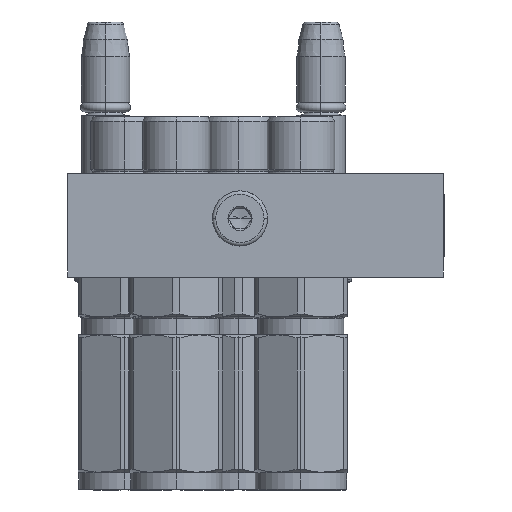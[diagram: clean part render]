
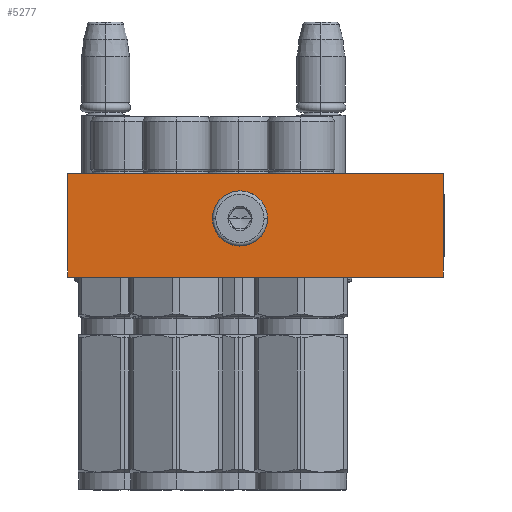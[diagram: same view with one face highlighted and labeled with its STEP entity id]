
A CAD part, front view. The second image highlights one B-rep face of the part: STEP entity #5277.
In plain terms, the highlighted face is planar.
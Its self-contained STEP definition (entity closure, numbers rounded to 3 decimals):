
#449 = CARTESIAN_POINT ( 'NONE',  ( 0.711, 13.344, -50. ) ) ;
#679 = CARTESIAN_POINT ( 'NONE',  ( -0.325, 16.207, -50. ) ) ;
#1292 = CARTESIAN_POINT ( 'NONE',  ( 0.72, 13., -50. ) ) ;
#1402 = CARTESIAN_POINT ( 'NONE',  ( -7.707, 17.175, -50. ) ) ;
#3767 = VECTOR ( 'NONE', #65242, 1000. ) ;
#3934 = CARTESIAN_POINT ( 'NONE',  ( 0.72, 13., -50. ) ) ;
#4028 = CARTESIAN_POINT ( 'NONE',  ( -5.865, 7.915, -50. ) ) ;
#4148 = LINE ( 'NONE', #50328, #65904 ) ;
#4414 = VERTEX_POINT ( 'NONE', #55468 ) ;
#5277 = ADVANCED_FACE ( 'NONE', ( #14795, #57422 ), #53404, .T. ) ;
#6000 = CARTESIAN_POINT ( 'NONE',  ( 0.653, 13.85, -50. ) ) ;
#6236 = CARTESIAN_POINT ( 'NONE',  ( -1.87, 17.56, -50. ) ) ;
#6476 = CARTESIAN_POINT ( 'NONE',  ( -4.5, 7.78, -50. ) ) ;
#6691 = ORIENTED_EDGE ( 'NONE', *, *, #50276, .F. ) ;
#8009 = ORIENTED_EDGE ( 'NONE', *, *, #70740, .T. ) ;
#8835 = CARTESIAN_POINT ( 'NONE',  ( -3.135, 7.916, -50. ) ) ;
#9165 = CARTESIAN_POINT ( 'NONE',  ( -9.553, 11.646, -50. ) ) ;
#10776 = EDGE_LOOP ( 'NONE', ( #8009, #58821, #26150 ) ) ;
#11595 = CARTESIAN_POINT ( 'NONE',  ( 0.061, 15.63, -50. ) ) ;
#12466 = DIRECTION ( 'NONE',  ( 0., 1., 0. ) ) ;
#13506 = CARTESIAN_POINT ( 'NONE',  ( -8.675, 16.207, -50. ) ) ;
#13737 = DIRECTION ( 'NONE',  ( -1., 0., 0. ) ) ;
#14280 = ORIENTED_EDGE ( 'NONE', *, *, #18022, .F. ) ;
#14400 = CARTESIAN_POINT ( 'NONE',  ( 0.586, 11.815, -50. ) ) ;
#14747 = CARTESIAN_POINT ( 'NONE',  ( -9.061, 10.37, -50. ) ) ;
#14795 = FACE_BOUND ( 'NONE', #10776, .T. ) ;
#15360 = CARTESIAN_POINT ( 'NONE',  ( -0.325, 9.793, -50. ) ) ;
#15775 = LINE ( 'NONE', #34181, #25392 ) ;
#16521 = DIRECTION ( 'NONE',  ( -1., 0., 0. ) ) ;
#17395 = CARTESIAN_POINT ( 'NONE',  ( 0.553, 14.354, -50. ) ) ;
#18022 = EDGE_CURVE ( 'NONE', #41463, #4414, #44799, .T. ) ;
#18104 = CARTESIAN_POINT ( 'NONE',  ( -9.388, 14.84, -50. ) ) ;
#18345 = CARTESIAN_POINT ( 'NONE',  ( -5.185, 18.22, -50. ) ) ;
#18762 = B_SPLINE_CURVE_WITH_KNOTS ( 'NONE', 3,
 ( #31312, #26213, #31781, #70604, #36935, #9165, #48124, #14747, #59251, #64780, #37418, #4028, #55335, #27649 ),
 .UNSPECIFIED., .F., .F.,
 ( 4, 2, 2, 2, 2, 2, 4 ),
 ( 0., 0.031, 0.063, 0.125, 0.25, 0.375, 0.5 ),
 .UNSPECIFIED. ) ;
#18849 = CARTESIAN_POINT ( 'NONE',  ( -9.686, 13.685, -50. ) ) ;
#19983 = CARTESIAN_POINT ( 'NONE',  ( -4.5, 7.78, -50. ) ) ;
#20237 = B_SPLINE_CURVE_WITH_KNOTS ( 'NONE', 3,
 ( #45479, #28207, #449, #39379, #6000, #17395, #44996, #11595, #679, #39609, #6236, #45247, #29162, #18345, #67965, #34752, #1402, #13506, #24241, #18104, #23521, #23762, #40362, #18849, #40603, #52469 ),
 .UNSPECIFIED., .F., .F.,
 ( 4, 2, 2, 2, 2, 2, 2, 2, 2, 2, 2, 2, 4 ),
 ( 0., 0.031, 0.062, 0.125, 0.25, 0.375, 0.5, 0.625, 0.75, 0.875, 0.906, 0.937, 1. ),
 .UNSPECIFIED. ) ;
#20562 = AXIS2_PLACEMENT_3D ( 'NONE', #42274, #36904, #13737 ) ;
#20797 = CARTESIAN_POINT ( 'NONE',  ( 54.5, 0., -50. ) ) ;
#20955 = CARTESIAN_POINT ( 'NONE',  ( 0.446, 11.321, -50. ) ) ;
#21949 = VERTEX_POINT ( 'NONE', #41572 ) ;
#23125 = CARTESIAN_POINT ( 'NONE',  ( -54.5, 0., -50. ) ) ;
#23521 = CARTESIAN_POINT ( 'NONE',  ( -9.446, 14.679, -50. ) ) ;
#23762 = CARTESIAN_POINT ( 'NONE',  ( -9.545, 14.353, -50. ) ) ;
#24241 = CARTESIAN_POINT ( 'NONE',  ( -9.061, 15.629, -50. ) ) ;
#25392 = VECTOR ( 'NONE', #12466, 1000. ) ;
#25581 = LINE ( 'NONE', #20797, #3767 ) ;
#25648 = CARTESIAN_POINT ( 'NONE',  ( -3.815, 7.78, -50. ) ) ;
#26150 = ORIENTED_EDGE ( 'NONE', *, *, #69072, .T. ) ;
#26213 = CARTESIAN_POINT ( 'NONE',  ( -9.72, 12.827, -50. ) ) ;
#27212 = ORIENTED_EDGE ( 'NONE', *, *, #69597, .T. ) ;
#27649 = CARTESIAN_POINT ( 'NONE',  ( -4.5, 7.78, -50. ) ) ;
#28207 = CARTESIAN_POINT ( 'NONE',  ( 0.72, 13.173, -50. ) ) ;
#29022 = EDGE_LOOP ( 'NONE', ( #27212, #14280, #6691, #41244 ) ) ;
#29162 = CARTESIAN_POINT ( 'NONE',  ( -3.815, 18.22, -50. ) ) ;
#31312 = CARTESIAN_POINT ( 'NONE',  ( -9.72, 13., -50. ) ) ;
#31781 = CARTESIAN_POINT ( 'NONE',  ( -9.711, 12.656, -50. ) ) ;
#34181 = CARTESIAN_POINT ( 'NONE',  ( -54.5, 0., -50. ) ) ;
#34752 = CARTESIAN_POINT ( 'NONE',  ( -7.13, 17.561, -50. ) ) ;
#35717 = VERTEX_POINT ( 'NONE', #64283 ) ;
#36470 = B_SPLINE_CURVE_WITH_KNOTS ( 'NONE', 3,
 ( #19983, #25648, #8835, #48502, #42212, #15360, #47783, #70040, #20955, #58902, #14400, #64930, #37316, #3934 ),
 .UNSPECIFIED., .F., .F.,
 ( 4, 2, 2, 2, 2, 2, 4 ),
 ( 0.5, 0.625, 0.75, 0.875, 0.906, 0.938, 1. ),
 .UNSPECIFIED. ) ;
#36895 = EDGE_CURVE ( 'NONE', #35717, #67104, #4148, .T. ) ;
#36904 = DIRECTION ( 'NONE',  ( 0., 0., -1. ) ) ;
#36935 = CARTESIAN_POINT ( 'NONE',  ( -9.653, 12.15, -50. ) ) ;
#37316 = CARTESIAN_POINT ( 'NONE',  ( 0.719, 12.654, -50. ) ) ;
#37418 = CARTESIAN_POINT ( 'NONE',  ( -7.13, 8.44, -50. ) ) ;
#39379 = CARTESIAN_POINT ( 'NONE',  ( 0.678, 13.683, -50. ) ) ;
#39609 = CARTESIAN_POINT ( 'NONE',  ( -1.293, 17.175, -50. ) ) ;
#39739 = VERTEX_POINT ( 'NONE', #1292 ) ;
#40362 = CARTESIAN_POINT ( 'NONE',  ( -9.586, 14.185, -50. ) ) ;
#40603 = CARTESIAN_POINT ( 'NONE',  ( -9.719, 13.346, -50. ) ) ;
#41244 = ORIENTED_EDGE ( 'NONE', *, *, #36895, .T. ) ;
#41463 = VERTEX_POINT ( 'NONE', #44370 ) ;
#41572 = CARTESIAN_POINT ( 'NONE',  ( -9.72, 13., -50. ) ) ;
#42212 = CARTESIAN_POINT ( 'NONE',  ( -1.293, 8.825, -50. ) ) ;
#42274 = CARTESIAN_POINT ( 'NONE',  ( 54.5, 0., -50. ) ) ;
#44370 = CARTESIAN_POINT ( 'NONE',  ( 54.5, 30., -50. ) ) ;
#44799 = LINE ( 'NONE', #65401, #62052 ) ;
#44996 = CARTESIAN_POINT ( 'NONE',  ( 0.454, 14.681, -50. ) ) ;
#45247 = CARTESIAN_POINT ( 'NONE',  ( -3.135, 18.085, -50. ) ) ;
#45479 = CARTESIAN_POINT ( 'NONE',  ( 0.72, 13., -50. ) ) ;
#47783 = CARTESIAN_POINT ( 'NONE',  ( 0.061, 10.371, -50. ) ) ;
#48124 = CARTESIAN_POINT ( 'NONE',  ( -9.454, 11.319, -50. ) ) ;
#48502 = CARTESIAN_POINT ( 'NONE',  ( -1.87, 8.439, -50. ) ) ;
#50276 = EDGE_CURVE ( 'NONE', #35717, #41463, #25581, .T. ) ;
#50328 = CARTESIAN_POINT ( 'NONE',  ( 54.5, 0., -50. ) ) ;
#51362 = EDGE_CURVE ( 'NONE', #68989, #39739, #36470, .T. ) ;
#52469 = CARTESIAN_POINT ( 'NONE',  ( -9.72, 13., -50. ) ) ;
#53404 = PLANE ( 'NONE',  #20562 ) ;
#55335 = CARTESIAN_POINT ( 'NONE',  ( -5.185, 7.78, -50. ) ) ;
#55468 = CARTESIAN_POINT ( 'NONE',  ( -54.5, 30., -50. ) ) ;
#57422 = FACE_OUTER_BOUND ( 'NONE', #29022, .T. ) ;
#58821 = ORIENTED_EDGE ( 'NONE', *, *, #51362, .T. ) ;
#58902 = CARTESIAN_POINT ( 'NONE',  ( 0.545, 11.647, -50. ) ) ;
#59251 = CARTESIAN_POINT ( 'NONE',  ( -8.675, 9.793, -50. ) ) ;
#62052 = VECTOR ( 'NONE', #16521, 1000. ) ;
#64283 = CARTESIAN_POINT ( 'NONE',  ( 54.5, 0., -50. ) ) ;
#64780 = CARTESIAN_POINT ( 'NONE',  ( -7.707, 8.825, -50. ) ) ;
#64930 = CARTESIAN_POINT ( 'NONE',  ( 0.686, 12.315, -50. ) ) ;
#65242 = DIRECTION ( 'NONE',  ( 0., 1., 0. ) ) ;
#65401 = CARTESIAN_POINT ( 'NONE',  ( 54.5, 30., -50. ) ) ;
#65904 = VECTOR ( 'NONE', #66990, 1000. ) ;
#66990 = DIRECTION ( 'NONE',  ( -1., 0., 0. ) ) ;
#67104 = VERTEX_POINT ( 'NONE', #23125 ) ;
#67965 = CARTESIAN_POINT ( 'NONE',  ( -5.865, 18.084, -50. ) ) ;
#68989 = VERTEX_POINT ( 'NONE', #6476 ) ;
#69072 = EDGE_CURVE ( 'NONE', #39739, #21949, #20237, .T. ) ;
#69597 = EDGE_CURVE ( 'NONE', #67104, #4414, #15775, .T. ) ;
#70040 = CARTESIAN_POINT ( 'NONE',  ( 0.388, 11.16, -50. ) ) ;
#70604 = CARTESIAN_POINT ( 'NONE',  ( -9.678, 12.317, -50. ) ) ;
#70740 = EDGE_CURVE ( 'NONE', #21949, #68989, #18762, .T. ) ;
